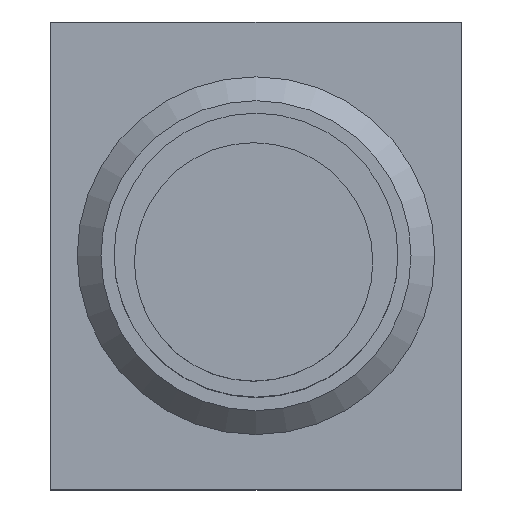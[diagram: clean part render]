
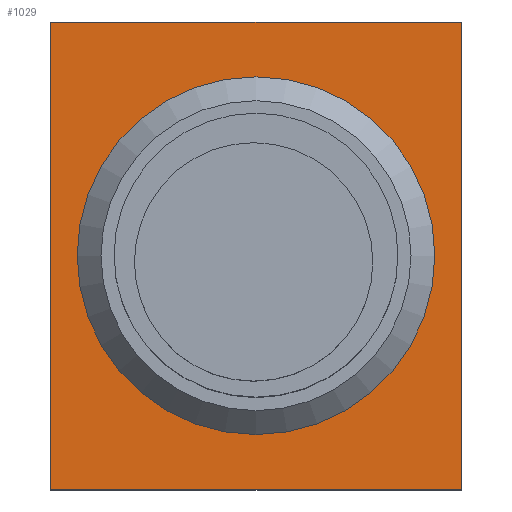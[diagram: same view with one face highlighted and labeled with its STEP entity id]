
A CAD part, top view. The second image highlights one B-rep face of the part: STEP entity #1029.
In plain terms, the highlighted planar face has unit normal (0, 0, 1).
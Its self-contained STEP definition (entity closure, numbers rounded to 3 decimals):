
#129=LINE('',#1633,#253);
#132=LINE('',#1639,#256);
#135=LINE('',#1645,#259);
#138=LINE('',#1649,#262);
#253=VECTOR('',#1352,10.);
#256=VECTOR('',#1357,10.);
#259=VECTOR('',#1362,10.);
#262=VECTOR('',#1367,10.);
#284=FACE_BOUND('',#414,.T.);
#351=FACE_OUTER_BOUND('',#413,.T.);
#413=EDGE_LOOP('',(#872,#873,#874,#875));
#414=EDGE_LOOP('',(#876));
#432=CIRCLE('',#1059,7.5);
#440=VERTEX_POINT('',#1397);
#515=VERTEX_POINT('',#1630);
#516=VERTEX_POINT('',#1632);
#518=VERTEX_POINT('',#1638);
#520=VERTEX_POINT('',#1644);
#532=EDGE_CURVE('',#440,#440,#432,.T.);
#643=EDGE_CURVE('',#516,#515,#129,.T.);
#646=EDGE_CURVE('',#518,#516,#132,.T.);
#649=EDGE_CURVE('',#520,#518,#135,.T.);
#652=EDGE_CURVE('',#515,#520,#138,.T.);
#872=ORIENTED_EDGE('',*,*,#652,.T.);
#873=ORIENTED_EDGE('',*,*,#649,.T.);
#874=ORIENTED_EDGE('',*,*,#646,.T.);
#875=ORIENTED_EDGE('',*,*,#643,.T.);
#876=ORIENTED_EDGE('',*,*,#532,.T.);
#970=PLANE('',#1110);
#1029=ADVANCED_FACE('',(#351,#284),#970,.T.);
#1059=AXIS2_PLACEMENT_3D('',#1399,#1146,#1147);
#1110=AXIS2_PLACEMENT_3D('',#1650,#1368,#1369);
#1146=DIRECTION('center_axis',(0.,0.,-1.));
#1147=DIRECTION('ref_axis',(-1.,0.,0.));
#1352=DIRECTION('',(-1.,0.,0.));
#1357=DIRECTION('',(0.,1.,0.));
#1362=DIRECTION('',(1.,0.,0.));
#1367=DIRECTION('',(0.,-1.,0.));
#1368=DIRECTION('center_axis',(0.,0.,1.));
#1369=DIRECTION('ref_axis',(1.,0.,0.));
#1397=CARTESIAN_POINT('',(16.1,9.8,14.6));
#1399=CARTESIAN_POINT('Origin',(8.6,9.8,14.6));
#1630=CARTESIAN_POINT('',(0.,19.6,14.6));
#1632=CARTESIAN_POINT('',(17.2,19.6,14.6));
#1633=CARTESIAN_POINT('',(17.2,19.6,14.6));
#1638=CARTESIAN_POINT('',(17.2,0.,14.6));
#1639=CARTESIAN_POINT('',(17.2,0.,14.6));
#1644=CARTESIAN_POINT('',(0.,0.,14.6));
#1645=CARTESIAN_POINT('',(0.,0.,14.6));
#1649=CARTESIAN_POINT('',(0.,19.6,14.6));
#1650=CARTESIAN_POINT('Origin',(8.6,9.8,14.6));
